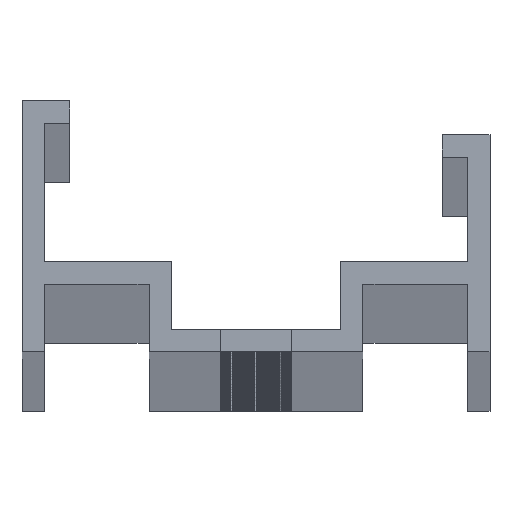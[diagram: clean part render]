
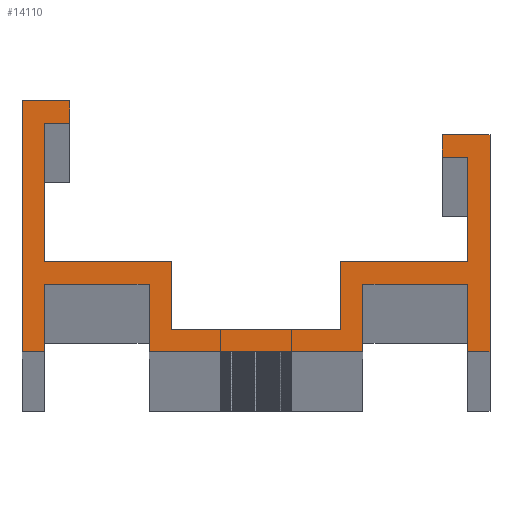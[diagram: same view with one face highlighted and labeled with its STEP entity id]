
A CAD part, top view. The second image highlights one B-rep face of the part: STEP entity #14110.
In plain terms, the highlighted planar face has unit normal (0, 0, 1).
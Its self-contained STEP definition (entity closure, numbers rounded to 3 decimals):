
#97=DIRECTION('',(1.,0.,0.));
#98=VECTOR('',#97,6.18);
#99=CARTESIAN_POINT('',(-12.49,3.99,2000.01));
#100=LINE('',#99,#98);
#101=DIRECTION('',(0.,1.,0.));
#102=VECTOR('',#101,4.);
#103=CARTESIAN_POINT('',(-12.49,-0.01,2000.01));
#104=LINE('',#103,#102);
#105=DIRECTION('',(1.,0.,0.));
#106=VECTOR('',#105,1.32);
#107=CARTESIAN_POINT('',(-13.81,-0.01,2000.01));
#108=LINE('',#107,#106);
#109=DIRECTION('',(0.,-1.,0.));
#110=VECTOR('',#109,14.82);
#111=CARTESIAN_POINT('',(-13.81,14.81,2000.01));
#112=LINE('',#111,#110);
#113=DIRECTION('',(-1.,0.,0.));
#114=VECTOR('',#113,2.82);
#115=CARTESIAN_POINT('',(-10.99,14.81,2000.01));
#116=LINE('',#115,#114);
#117=DIRECTION('',(0.,1.,0.));
#118=VECTOR('',#117,1.32);
#119=CARTESIAN_POINT('',(-10.99,13.49,2000.01));
#120=LINE('',#119,#118);
#121=DIRECTION('',(1.,0.,0.));
#122=VECTOR('',#121,1.5);
#123=CARTESIAN_POINT('',(-12.49,13.49,2000.01));
#124=LINE('',#123,#122);
#125=DIRECTION('',(0.,1.,0.));
#126=VECTOR('',#125,8.18);
#127=CARTESIAN_POINT('',(-12.49,5.31,2000.01));
#128=LINE('',#127,#126);
#129=DIRECTION('',(-1.,0.,0.));
#130=VECTOR('',#129,7.5);
#131=CARTESIAN_POINT('',(-4.99,5.31,2000.01));
#132=LINE('',#131,#130);
#133=DIRECTION('',(0.,1.,0.));
#134=VECTOR('',#133,4.);
#135=CARTESIAN_POINT('',(-4.99,1.31,2000.01));
#136=LINE('',#135,#134);
#137=DIRECTION('',(-1.,0.,0.));
#138=VECTOR('',#137,9.98);
#139=CARTESIAN_POINT('',(4.99,1.31,2000.01));
#140=LINE('',#139,#138);
#141=DIRECTION('',(0.,-1.,0.));
#142=VECTOR('',#141,4.);
#143=CARTESIAN_POINT('',(4.99,5.31,2000.01));
#144=LINE('',#143,#142);
#145=DIRECTION('',(-1.,0.,0.));
#146=VECTOR('',#145,7.5);
#147=CARTESIAN_POINT('',(12.49,5.31,2000.01));
#148=LINE('',#147,#146);
#149=DIRECTION('',(0.,-1.,0.));
#150=VECTOR('',#149,6.18);
#151=CARTESIAN_POINT('',(12.49,11.49,2000.01));
#152=LINE('',#151,#150);
#153=DIRECTION('',(1.,0.,0.));
#154=VECTOR('',#153,1.5);
#155=CARTESIAN_POINT('',(10.99,11.49,2000.01));
#156=LINE('',#155,#154);
#157=DIRECTION('',(0.,-1.,0.));
#158=VECTOR('',#157,1.32);
#159=CARTESIAN_POINT('',(10.99,12.81,2000.01));
#160=LINE('',#159,#158);
#161=DIRECTION('',(-1.,0.,0.));
#162=VECTOR('',#161,2.82);
#163=CARTESIAN_POINT('',(13.81,12.81,2000.01));
#164=LINE('',#163,#162);
#165=DIRECTION('',(0.,1.,0.));
#166=VECTOR('',#165,12.82);
#167=CARTESIAN_POINT('',(13.81,-0.01,2000.01));
#168=LINE('',#167,#166);
#169=DIRECTION('',(1.,0.,0.));
#170=VECTOR('',#169,1.32);
#171=CARTESIAN_POINT('',(12.49,-0.01,2000.01));
#172=LINE('',#171,#170);
#173=DIRECTION('',(0.,-1.,0.));
#174=VECTOR('',#173,4.);
#175=CARTESIAN_POINT('',(12.49,3.99,2000.01));
#176=LINE('',#175,#174);
#177=DIRECTION('',(1.,0.,0.));
#178=VECTOR('',#177,6.18);
#179=CARTESIAN_POINT('',(6.31,3.99,2000.01));
#180=LINE('',#179,#178);
#181=DIRECTION('',(0.,1.,0.));
#182=VECTOR('',#181,4.);
#183=CARTESIAN_POINT('',(6.31,-0.01,2000.01));
#184=LINE('',#183,#182);
#185=DIRECTION('',(1.,0.,0.));
#186=VECTOR('',#185,12.62);
#187=CARTESIAN_POINT('',(-6.31,-0.01,2000.01));
#188=LINE('',#187,#186);
#189=DIRECTION('',(0.,-1.,0.));
#190=VECTOR('',#189,4.);
#191=CARTESIAN_POINT('',(-6.31,3.99,2000.01));
#192=LINE('',#191,#190);
#10725=CARTESIAN_POINT('',(-10.99,14.81,2000.01));
#10726=CARTESIAN_POINT('',(-13.81,14.81,2000.01));
#10727=VERTEX_POINT('',#10725);
#10728=VERTEX_POINT('',#10726);
#10729=CARTESIAN_POINT('',(-6.31,3.99,2000.01));
#10730=CARTESIAN_POINT('',(-6.31,-0.01,2000.01));
#10731=VERTEX_POINT('',#10729);
#10732=VERTEX_POINT('',#10730);
#10733=CARTESIAN_POINT('',(6.31,-0.01,2000.01));
#10734=VERTEX_POINT('',#10733);
#10735=CARTESIAN_POINT('',(6.31,3.99,2000.01));
#10736=VERTEX_POINT('',#10735);
#10737=CARTESIAN_POINT('',(13.81,12.81,2000.01));
#10738=CARTESIAN_POINT('',(10.99,12.81,2000.01));
#10739=VERTEX_POINT('',#10737);
#10740=VERTEX_POINT('',#10738);
#10741=CARTESIAN_POINT('',(10.99,11.49,2000.01));
#10742=VERTEX_POINT('',#10741);
#10743=CARTESIAN_POINT('',(12.49,11.49,2000.01));
#10744=VERTEX_POINT('',#10743);
#10745=CARTESIAN_POINT('',(12.49,5.31,2000.01));
#10746=VERTEX_POINT('',#10745);
#10747=CARTESIAN_POINT('',(4.99,5.31,2000.01));
#10748=VERTEX_POINT('',#10747);
#10749=CARTESIAN_POINT('',(4.99,1.31,2000.01));
#10750=VERTEX_POINT('',#10749);
#10751=CARTESIAN_POINT('',(-4.99,1.31,2000.01));
#10752=VERTEX_POINT('',#10751);
#10753=CARTESIAN_POINT('',(-4.99,5.31,2000.01));
#10754=VERTEX_POINT('',#10753);
#10755=CARTESIAN_POINT('',(-12.49,5.31,2000.01));
#10756=VERTEX_POINT('',#10755);
#10757=CARTESIAN_POINT('',(-12.49,13.49,2000.01));
#10758=VERTEX_POINT('',#10757);
#10759=CARTESIAN_POINT('',(-10.99,13.49,2000.01));
#10760=VERTEX_POINT('',#10759);
#12369=CARTESIAN_POINT('',(12.49,-0.01,2000.01));
#12370=CARTESIAN_POINT('',(13.81,-0.01,2000.01));
#12371=VERTEX_POINT('',#12369);
#12372=VERTEX_POINT('',#12370);
#12373=CARTESIAN_POINT('',(-13.81,-0.01,2000.01));
#12374=CARTESIAN_POINT('',(-12.49,-0.01,2000.01));
#12375=VERTEX_POINT('',#12373);
#12376=VERTEX_POINT('',#12374);
#12378=CARTESIAN_POINT('',(-12.49,3.99,2000.01));
#12380=VERTEX_POINT('',#12378);
#12382=CARTESIAN_POINT('',(12.49,3.99,2000.01));
#12384=VERTEX_POINT('',#12382);
#14056=CARTESIAN_POINT('',(0.,0.,2000.01));
#14057=DIRECTION('',(0.,0.,1.));
#14058=DIRECTION('',(1.,0.,0.));
#14059=AXIS2_PLACEMENT_3D('',#14056,#14057,#14058);
#14060=PLANE('',#14059);
#14062=ORIENTED_EDGE('',*,*,#14061,.F.);
#14064=ORIENTED_EDGE('',*,*,#14063,.F.);
#14066=ORIENTED_EDGE('',*,*,#14065,.F.);
#14067=ORIENTED_EDGE('',*,*,#14046,.F.);
#14069=ORIENTED_EDGE('',*,*,#14068,.F.);
#14071=ORIENTED_EDGE('',*,*,#14070,.F.);
#14073=ORIENTED_EDGE('',*,*,#14072,.F.);
#14075=ORIENTED_EDGE('',*,*,#14074,.F.);
#14077=ORIENTED_EDGE('',*,*,#14076,.F.);
#14079=ORIENTED_EDGE('',*,*,#14078,.F.);
#14081=ORIENTED_EDGE('',*,*,#14080,.F.);
#14083=ORIENTED_EDGE('',*,*,#14082,.F.);
#14085=ORIENTED_EDGE('',*,*,#14084,.F.);
#14087=ORIENTED_EDGE('',*,*,#14086,.F.);
#14089=ORIENTED_EDGE('',*,*,#14088,.F.);
#14091=ORIENTED_EDGE('',*,*,#14090,.F.);
#14093=ORIENTED_EDGE('',*,*,#14092,.F.);
#14095=ORIENTED_EDGE('',*,*,#14094,.F.);
#14097=ORIENTED_EDGE('',*,*,#14096,.F.);
#14099=ORIENTED_EDGE('',*,*,#14098,.F.);
#14101=ORIENTED_EDGE('',*,*,#14100,.F.);
#14103=ORIENTED_EDGE('',*,*,#14102,.F.);
#14105=ORIENTED_EDGE('',*,*,#14104,.F.);
#14107=ORIENTED_EDGE('',*,*,#14106,.F.);
#14108=EDGE_LOOP('',(#14062,#14064,#14066,#14067,#14069,#14071,#14073,#14075,
#14077,#14079,#14081,#14083,#14085,#14087,#14089,#14091,#14093,#14095,#14097,
#14099,#14101,#14103,#14105,#14107));
#14109=FACE_OUTER_BOUND('',#14108,.F.);
#14110=ADVANCED_FACE('',(#14109),#14060,.T.);
#14046=EDGE_CURVE('',#10728,#12375,#112,.T.);
#14061=EDGE_CURVE('',#12380,#10731,#100,.T.);
#14063=EDGE_CURVE('',#12376,#12380,#104,.T.);
#14065=EDGE_CURVE('',#12375,#12376,#108,.T.);
#14068=EDGE_CURVE('',#10727,#10728,#116,.T.);
#14070=EDGE_CURVE('',#10760,#10727,#120,.T.);
#14072=EDGE_CURVE('',#10758,#10760,#124,.T.);
#14074=EDGE_CURVE('',#10756,#10758,#128,.T.);
#14076=EDGE_CURVE('',#10754,#10756,#132,.T.);
#14078=EDGE_CURVE('',#10752,#10754,#136,.T.);
#14080=EDGE_CURVE('',#10750,#10752,#140,.T.);
#14082=EDGE_CURVE('',#10748,#10750,#144,.T.);
#14084=EDGE_CURVE('',#10746,#10748,#148,.T.);
#14086=EDGE_CURVE('',#10744,#10746,#152,.T.);
#14088=EDGE_CURVE('',#10742,#10744,#156,.T.);
#14090=EDGE_CURVE('',#10740,#10742,#160,.T.);
#14092=EDGE_CURVE('',#10739,#10740,#164,.T.);
#14094=EDGE_CURVE('',#12372,#10739,#168,.T.);
#14096=EDGE_CURVE('',#12371,#12372,#172,.T.);
#14098=EDGE_CURVE('',#12384,#12371,#176,.T.);
#14100=EDGE_CURVE('',#10736,#12384,#180,.T.);
#14102=EDGE_CURVE('',#10734,#10736,#184,.T.);
#14104=EDGE_CURVE('',#10732,#10734,#188,.T.);
#14106=EDGE_CURVE('',#10731,#10732,#192,.T.);
